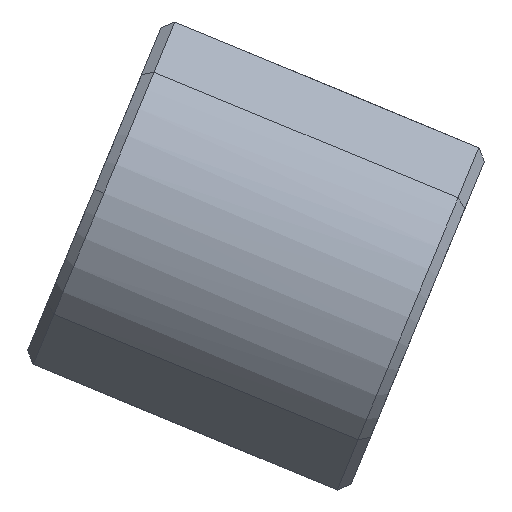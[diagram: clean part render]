
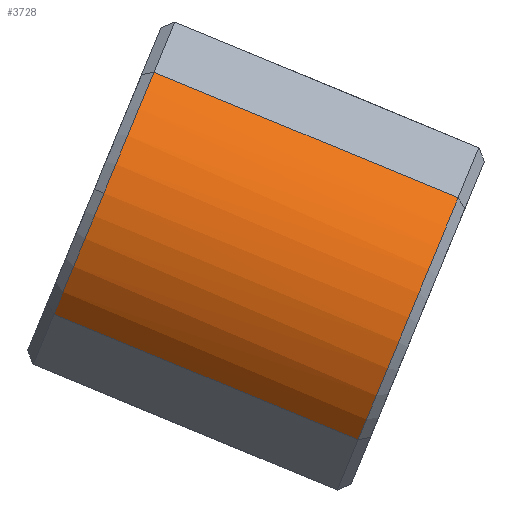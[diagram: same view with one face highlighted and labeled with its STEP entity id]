
A CAD part, left-side view. The second image highlights one B-rep face of the part: STEP entity #3728.
In plain terms, the highlighted free-form (B-spline) face has degree [1, 3] with [2, 4] control points.
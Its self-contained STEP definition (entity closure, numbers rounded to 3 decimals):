
#92 = CARTESIAN_POINT ( 'NONE',  ( -132.389, 6.797, 4.295 ) ) ;
#103 = ORIENTED_EDGE ( 'NONE', *, *, #1937, .T. ) ;
#139 = CARTESIAN_POINT ( 'NONE',  ( -130.679, 7.451, 2.714 ) ) ;
#237 = CARTESIAN_POINT ( 'NONE',  ( -132.389, 3.243, 12.897 ) ) ;
#314 = CARTESIAN_POINT ( 'NONE',  ( -130.679, 2.59, 14.478 ) ) ;
#356 = CARTESIAN_POINT ( 'NONE',  ( -134.407, -8.761, 0.05 ) ) ;
#510 = CARTESIAN_POINT ( 'NONE',  ( -130.679, -7.337, -3.395 ) ) ;
#538 = CARTESIAN_POINT ( 'NONE',  ( -133.315, 5.944, 6.36 ) ) ;
#671 = CARTESIAN_POINT ( 'NONE',  ( -130.679, -7.337, -3.395 ) ) ;
#792 = CARTESIAN_POINT ( 'NONE',  ( -130.679, -7.337, -3.395 ) ) ;
#880 = EDGE_CURVE ( 'NONE', #3908, #1828, #912, .T. ) ;
#912 =( BOUNDED_CURVE ( )  B_SPLINE_CURVE ( 3, ( #1678, #4578, #237, #3138 ),
 .UNSPECIFIED., .F., .F. ) 
 B_SPLINE_CURVE_WITH_KNOTS ( ( 4, 4 ),
 ( -0.785, 0. ),
 .UNSPECIFIED. ) 
 CURVE ( )  GEOMETRIC_REPRESENTATION_ITEM ( )  RATIONAL_B_SPLINE_CURVE ( ( 1., 0.949, 0.949, 1. ) ) 
 REPRESENTATION_ITEM ( '' )  );
#1022 = CARTESIAN_POINT ( 'NONE',  ( -130.679, -7.337, -3.395 ) ) ;
#1024 = CARTESIAN_POINT ( 'NONE',  ( -130.679, 2.59, 14.478 ) ) ;
#1036 = CARTESIAN_POINT ( 'NONE',  ( -130.679, -12.197, 8.368 ) ) ;
#1212 = CARTESIAN_POINT ( 'NONE',  ( -134.407, -8.761, 0.05 ) ) ;
#1220 = CARTESIAN_POINT ( 'NONE',  ( -130.679, 7.451, 2.714 ) ) ;
#1257 = EDGE_LOOP ( 'NONE', ( #4194, #3459, #1627, #103, #2101 ) ) ;
#1438 = CARTESIAN_POINT ( 'NONE',  ( -134.407, -10.774, 4.923 ) ) ;
#1465 = FACE_OUTER_BOUND ( 'NONE', #1257, .T. ) ;
#1486 =( BOUNDED_SURFACE ( )  B_SPLINE_SURFACE ( 1, 3, ( 
 ( #671, #356, #1438, #1036 ),
 ( #1762, #3632, #3258, #1024 ) ),
 .UNSPECIFIED., .F., .F., .F. ) 
 B_SPLINE_SURFACE_WITH_KNOTS ( ( 2, 2 ),
 ( 4, 4 ),
 ( 0., 1. ),
 ( 0., 1. ),
 .UNSPECIFIED. ) 
 GEOMETRIC_REPRESENTATION_ITEM ( )  RATIONAL_B_SPLINE_SURFACE ( (
 ( 1., 0.805, 0.805, 1.),
 ( 1., 0.805, 0.805, 1.) ) ) 
 REPRESENTATION_ITEM ( '' )  SURFACE ( )  );
#1500 =( BOUNDED_CURVE ( )  B_SPLINE_CURVE ( 3, ( #4443, #92, #538, #2360 ),
 .UNSPECIFIED., .F., .F. ) 
 B_SPLINE_CURVE_WITH_KNOTS ( ( 4, 4 ),
 ( -0.785, 0. ),
 .UNSPECIFIED. ) 
 CURVE ( )  GEOMETRIC_REPRESENTATION_ITEM ( )  RATIONAL_B_SPLINE_CURVE ( ( 1., 0.949, 0.949, 1. ) ) 
 REPRESENTATION_ITEM ( '' )  );
#1504 = EDGE_CURVE ( 'NONE', #3631, #1828, #2242, .T. ) ;
#1627 = ORIENTED_EDGE ( 'NONE', *, *, #4258, .F. ) ;
#1678 = CARTESIAN_POINT ( 'NONE',  ( -133.315, 5.02, 8.596 ) ) ;
#1762 = CARTESIAN_POINT ( 'NONE',  ( -130.679, 7.451, 2.714 ) ) ;
#1828 = VERTEX_POINT ( 'NONE', #3055 ) ;
#1917 = CARTESIAN_POINT ( 'NONE',  ( -134.407, -10.774, 4.923 ) ) ;
#1937 = EDGE_CURVE ( 'NONE', #2355, #3631, #2968, .T. ) ;
#1993 = EDGE_CURVE ( 'NONE', #2594, #3908, #1500, .T. ) ;
#2101 = ORIENTED_EDGE ( 'NONE', *, *, #1504, .T. ) ;
#2242 = B_SPLINE_CURVE_WITH_KNOTS ( 'NONE', 1,
 ( #2768, #314 ),
 .UNSPECIFIED., .F., .F.,
 ( 2, 2 ),
 ( -1., 0. ),
 .UNSPECIFIED. ) ;
#2294 = CARTESIAN_POINT ( 'NONE',  ( -133.315, 5.02, 8.596 ) ) ;
#2355 = VERTEX_POINT ( 'NONE', #1022 ) ;
#2360 = CARTESIAN_POINT ( 'NONE',  ( -133.315, 5.02, 8.596 ) ) ;
#2594 = VERTEX_POINT ( 'NONE', #1220 ) ;
#2768 = CARTESIAN_POINT ( 'NONE',  ( -130.679, -12.197, 8.368 ) ) ;
#2968 =( BOUNDED_CURVE ( )  B_SPLINE_CURVE ( 3, ( #510, #1212, #1917, #3366 ),
 .UNSPECIFIED., .F., .T. ) 
 B_SPLINE_CURVE_WITH_KNOTS ( ( 4, 4 ),
 ( -1.571, 0. ),
 .UNSPECIFIED. ) 
 CURVE ( )  GEOMETRIC_REPRESENTATION_ITEM ( )  RATIONAL_B_SPLINE_CURVE ( ( 1., 0.805, 0.805, 1. ) ) 
 REPRESENTATION_ITEM ( '' )  );
#3055 = CARTESIAN_POINT ( 'NONE',  ( -130.679, 2.59, 14.478 ) ) ;
#3114 = B_SPLINE_CURVE_WITH_KNOTS ( 'NONE', 1,
 ( #792, #139 ),
 .UNSPECIFIED., .F., .F.,
 ( 2, 2 ),
 ( 0., 1. ),
 .UNSPECIFIED. ) ;
#3138 = CARTESIAN_POINT ( 'NONE',  ( -130.679, 2.59, 14.478 ) ) ;
#3258 = CARTESIAN_POINT ( 'NONE',  ( -134.407, 4.014, 11.032 ) ) ;
#3366 = CARTESIAN_POINT ( 'NONE',  ( -130.679, -12.197, 8.368 ) ) ;
#3459 = ORIENTED_EDGE ( 'NONE', *, *, #1993, .F. ) ;
#3549 = CARTESIAN_POINT ( 'NONE',  ( -130.679, -12.197, 8.368 ) ) ;
#3631 = VERTEX_POINT ( 'NONE', #3549 ) ;
#3632 = CARTESIAN_POINT ( 'NONE',  ( -134.407, 6.027, 6.16 ) ) ;
#3728 = ADVANCED_FACE ( 'NONE', ( #1465 ), #1486, .F. ) ;
#3908 = VERTEX_POINT ( 'NONE', #2294 ) ;
#4194 = ORIENTED_EDGE ( 'NONE', *, *, #880, .F. ) ;
#4258 = EDGE_CURVE ( 'NONE', #2355, #2594, #3114, .T. ) ;
#4443 = CARTESIAN_POINT ( 'NONE',  ( -130.679, 7.451, 2.714 ) ) ;
#4578 = CARTESIAN_POINT ( 'NONE',  ( -133.315, 4.097, 10.831 ) ) ;
